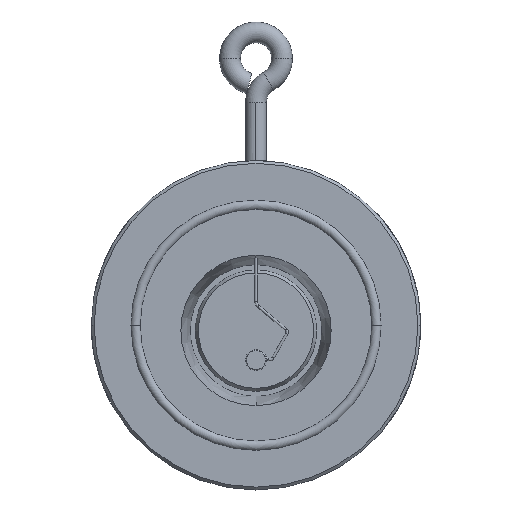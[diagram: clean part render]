
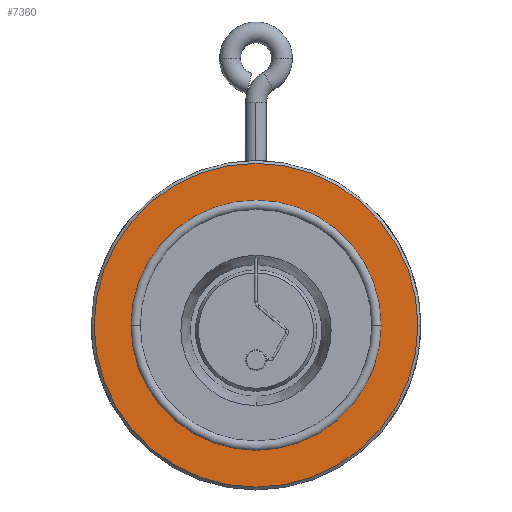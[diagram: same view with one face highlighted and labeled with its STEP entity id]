
A CAD part, top view. The second image highlights one B-rep face of the part: STEP entity #7360.
In plain terms, the highlighted planar face has unit normal (0, 0, 1).
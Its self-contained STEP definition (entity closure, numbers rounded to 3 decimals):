
#194 = DIRECTION ( 'NONE',  ( 0., 0., 1. ) ) ;
#231 = DIRECTION ( 'NONE',  ( 1., 0., 0. ) ) ;
#244 = CARTESIAN_POINT ( 'NONE',  ( 0., 0., 0. ) ) ;
#862 = ORIENTED_EDGE ( 'NONE', *, *, #8347, .T. ) ;
#1173 = EDGE_LOOP ( 'NONE', ( #6073, #8166 ) ) ;
#1598 = DIRECTION ( 'NONE',  ( 1., 0., 0. ) ) ;
#1643 = DIRECTION ( 'NONE',  ( 0., 0., 1. ) ) ;
#1650 = CIRCLE ( 'NONE', #1927, 36.077 ) ;
#1698 = CARTESIAN_POINT ( 'NONE',  ( -36.077, 0., 0. ) ) ;
#1779 = EDGE_CURVE ( 'NONE', #4220, #2664, #3351, .T. ) ;
#1922 = DIRECTION ( 'NONE',  ( 0., 0., 1. ) ) ;
#1927 = AXIS2_PLACEMENT_3D ( 'NONE', #4168, #1643, #1598 ) ;
#1929 = FACE_BOUND ( 'NONE', #1173, .T. ) ;
#2055 = CARTESIAN_POINT ( 'NONE',  ( 46.7, 0., 0. ) ) ;
#2074 = EDGE_CURVE ( 'NONE', #5875, #8849, #5769, .T. ) ;
#2335 = CARTESIAN_POINT ( 'NONE',  ( -46.7, 0., 0. ) ) ;
#2423 = DIRECTION ( 'NONE',  ( 1., 0., 0. ) ) ;
#2664 = VERTEX_POINT ( 'NONE', #2335 ) ;
#2675 = PLANE ( 'NONE',  #3347 ) ;
#2919 = DIRECTION ( 'NONE',  ( 1., 0., 0. ) ) ;
#3347 = AXIS2_PLACEMENT_3D ( 'NONE', #3924, #8752, #5265 ) ;
#3351 = CIRCLE ( 'NONE', #8490, 46.7 ) ;
#3409 = CARTESIAN_POINT ( 'NONE',  ( 36.077, 0., 0. ) ) ;
#3441 = DIRECTION ( 'NONE',  ( 0., 0., 1. ) ) ;
#3575 = CARTESIAN_POINT ( 'NONE',  ( 0., 0., 0. ) ) ;
#3924 = CARTESIAN_POINT ( 'NONE',  ( 0., 36.077, 0. ) ) ;
#4168 = CARTESIAN_POINT ( 'NONE',  ( 0., 0., 0. ) ) ;
#4220 = VERTEX_POINT ( 'NONE', #2055 ) ;
#4352 = AXIS2_PLACEMENT_3D ( 'NONE', #3575, #3441, #231 ) ;
#5265 = DIRECTION ( 'NONE',  ( 0., -1., 0. ) ) ;
#5492 = CIRCLE ( 'NONE', #4352, 46.7 ) ;
#5769 = CIRCLE ( 'NONE', #6920, 36.077 ) ;
#5875 = VERTEX_POINT ( 'NONE', #1698 ) ;
#6073 = ORIENTED_EDGE ( 'NONE', *, *, #6640, .F. ) ;
#6078 = EDGE_LOOP ( 'NONE', ( #862, #7063 ) ) ;
#6640 = EDGE_CURVE ( 'NONE', #8849, #5875, #1650, .T. ) ;
#6920 = AXIS2_PLACEMENT_3D ( 'NONE', #7400, #1922, #2423 ) ;
#7063 = ORIENTED_EDGE ( 'NONE', *, *, #1779, .T. ) ;
#7360 = ADVANCED_FACE ( 'NONE', ( #8799, #1929 ), #2675, .F. ) ;
#7400 = CARTESIAN_POINT ( 'NONE',  ( 0., 0., 0. ) ) ;
#8166 = ORIENTED_EDGE ( 'NONE', *, *, #2074, .F. ) ;
#8347 = EDGE_CURVE ( 'NONE', #2664, #4220, #5492, .T. ) ;
#8490 = AXIS2_PLACEMENT_3D ( 'NONE', #244, #194, #2919 ) ;
#8752 = DIRECTION ( 'NONE',  ( 0., 0., -1. ) ) ;
#8799 = FACE_OUTER_BOUND ( 'NONE', #6078, .T. ) ;
#8849 = VERTEX_POINT ( 'NONE', #3409 ) ;
